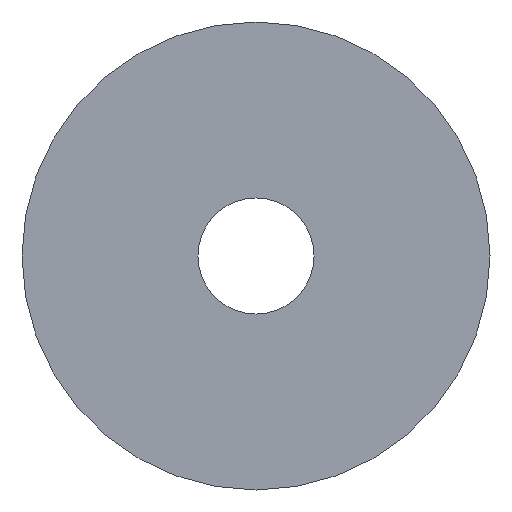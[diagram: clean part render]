
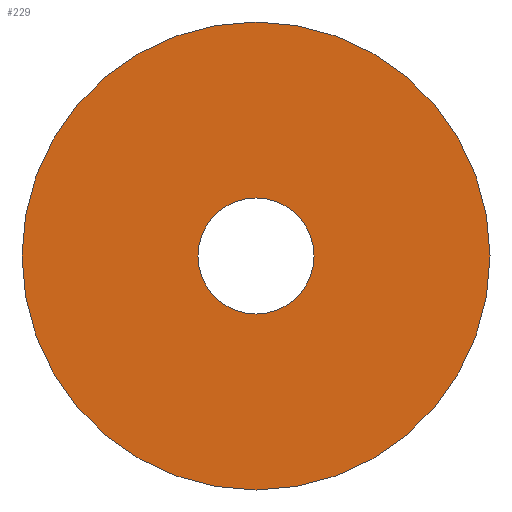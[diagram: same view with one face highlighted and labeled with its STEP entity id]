
A CAD part, front view. The second image highlights one B-rep face of the part: STEP entity #229.
In plain terms, the highlighted planar face has unit normal (0, -1, 0).
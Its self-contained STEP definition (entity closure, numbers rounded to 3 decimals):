
#19 = VERTEX_POINT ( 'NONE', #43 ) ;
#21 = AXIS2_PLACEMENT_3D ( 'NONE', #227, #82, #154 ) ;
#23 = EDGE_LOOP ( 'NONE', ( #133, #137 ) ) ;
#24 = CIRCLE ( 'NONE', #157, 3.1 ) ;
#28 = DIRECTION ( 'NONE',  ( 0., 0., 1. ) ) ;
#43 = CARTESIAN_POINT ( 'NONE',  ( 0., -0.3, -12.5 ) ) ;
#46 = CARTESIAN_POINT ( 'NONE',  ( 0., -0.3, 0. ) ) ;
#49 = EDGE_CURVE ( 'NONE', #19, #200, #100, .T. ) ;
#50 = FACE_BOUND ( 'NONE', #23, .T. ) ;
#53 = EDGE_LOOP ( 'NONE', ( #208, #245 ) ) ;
#62 = CARTESIAN_POINT ( 'NONE',  ( 0., -0.3, 0. ) ) ;
#66 = CARTESIAN_POINT ( 'NONE',  ( 0., -0.3, 0. ) ) ;
#72 = EDGE_CURVE ( 'NONE', #148, #228, #211, .T. ) ;
#82 = DIRECTION ( 'NONE',  ( 0., 1., 0. ) ) ;
#84 = DIRECTION ( 'NONE',  ( 0., 0., 1. ) ) ;
#91 = DIRECTION ( 'NONE',  ( 0., 1., 0. ) ) ;
#98 = DIRECTION ( 'NONE',  ( 0., 0., 1. ) ) ;
#100 = CIRCLE ( 'NONE', #223, 12.5 ) ;
#121 = DIRECTION ( 'NONE',  ( 0., 1., 0. ) ) ;
#126 = DIRECTION ( 'NONE',  ( 0., 0., 1. ) ) ;
#131 = CIRCLE ( 'NONE', #21, 12.5 ) ;
#133 = ORIENTED_EDGE ( 'NONE', *, *, #244, .T. ) ;
#136 = EDGE_CURVE ( 'NONE', #200, #19, #131, .T. ) ;
#137 = ORIENTED_EDGE ( 'NONE', *, *, #72, .T. ) ;
#144 = CARTESIAN_POINT ( 'NONE',  ( 0., -0.3, 12.5 ) ) ;
#148 = VERTEX_POINT ( 'NONE', #238 ) ;
#154 = DIRECTION ( 'NONE',  ( 0., 0., 1. ) ) ;
#157 = AXIS2_PLACEMENT_3D ( 'NONE', #46, #121, #28 ) ;
#177 = FACE_OUTER_BOUND ( 'NONE', #53, .T. ) ;
#192 = CARTESIAN_POINT ( 'NONE',  ( 0., -0.3, 3.1 ) ) ;
#200 = VERTEX_POINT ( 'NONE', #144 ) ;
#205 = DIRECTION ( 'NONE',  ( 0., 1., 0. ) ) ;
#206 = AXIS2_PLACEMENT_3D ( 'NONE', #216, #91, #126 ) ;
#208 = ORIENTED_EDGE ( 'NONE', *, *, #49, .F. ) ;
#211 = CIRCLE ( 'NONE', #236, 3.1 ) ;
#216 = CARTESIAN_POINT ( 'NONE',  ( 0., -0.3, 0. ) ) ;
#217 = PLANE ( 'NONE',  #206 ) ;
#223 = AXIS2_PLACEMENT_3D ( 'NONE', #62, #231, #84 ) ;
#227 = CARTESIAN_POINT ( 'NONE',  ( 0., -0.3, 0. ) ) ;
#228 = VERTEX_POINT ( 'NONE', #192 ) ;
#229 = ADVANCED_FACE ( 'NONE', ( #50, #177 ), #217, .F. ) ;
#231 = DIRECTION ( 'NONE',  ( 0., 1., 0. ) ) ;
#236 = AXIS2_PLACEMENT_3D ( 'NONE', #66, #205, #98 ) ;
#238 = CARTESIAN_POINT ( 'NONE',  ( 0., -0.3, -3.1 ) ) ;
#244 = EDGE_CURVE ( 'NONE', #228, #148, #24, .T. ) ;
#245 = ORIENTED_EDGE ( 'NONE', *, *, #136, .F. ) ;
